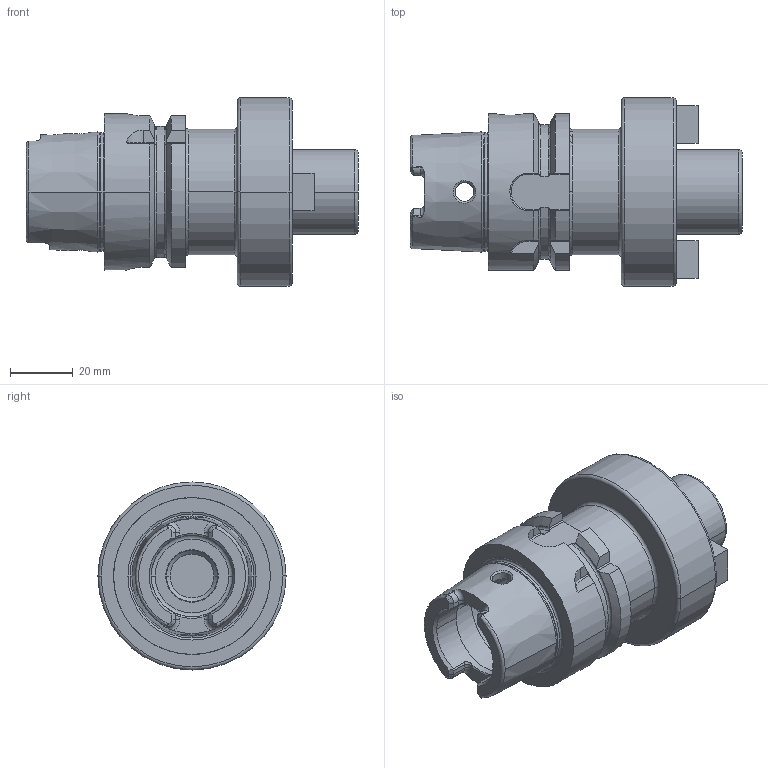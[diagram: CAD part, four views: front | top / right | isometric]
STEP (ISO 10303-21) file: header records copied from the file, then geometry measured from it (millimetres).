
FILE_DESCRIPTION((''),'2;1');
FILE_NAME('A50-050-27','2013-12-09T',('mei'),(''),'PRO/ENGINEER BY PARAMETRIC TECHNOLOGY CORPORATION, 2010430','PRO/ENGINEER BY PARAMETRIC TECHNOLOGY CORPORATION, 2010430','');
FILE_SCHEMA(('CONFIG_CONTROL_DESIGN'));
Length unit declared in the file: millimetre
Products named in the file (1): A50-050-27
Bounding box: 105.9 x 60 x 60 mm (x, y, z)
Volume: 130357.2 mm3; surface area: 26820.2 mm2
Topology: 1 solids, 1 shells, 204 faces, 514 edges, 315 vertices
Faces by surface type: plane 75, cylinder 51, torus 36, cone 32, bspline 8, extrusion 2
Entity records: 7286 total; most frequent: CARTESIAN_POINT 2471, ORIENTED_EDGE 1024, DIRECTION 972, EDGE_CURVE 512, AXIS2_PLACEMENT_3D 374, VERTEX_POINT 315, VECTOR 224, LINE 222
